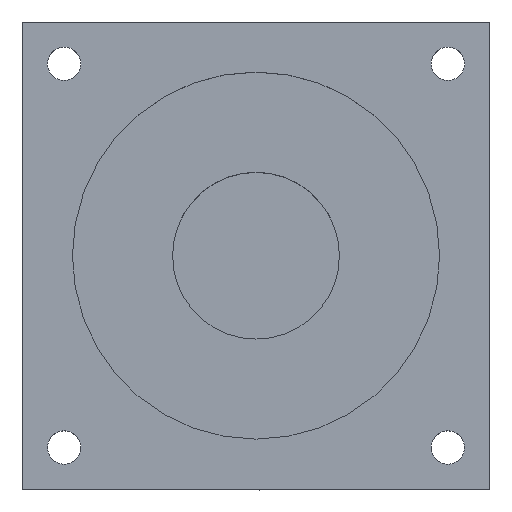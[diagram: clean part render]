
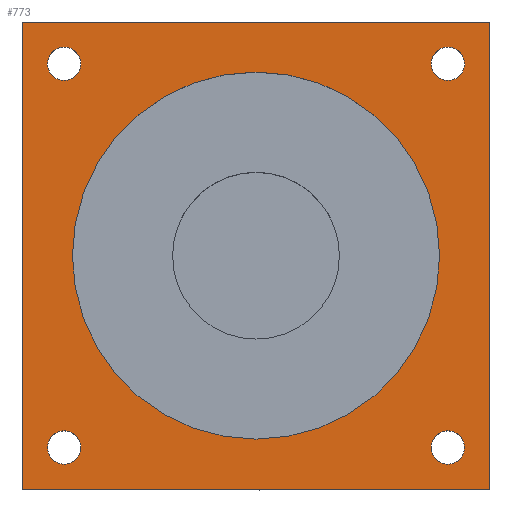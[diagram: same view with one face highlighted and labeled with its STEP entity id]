
A CAD part, top view. The second image highlights one B-rep face of the part: STEP entity #773.
In plain terms, the highlighted planar face has unit normal (0, 0, 1).
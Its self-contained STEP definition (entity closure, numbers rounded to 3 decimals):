
#30 = CIRCLE ( 'NONE', #5292, 1. ) ;
#34 = EDGE_CURVE ( 'NONE', #4764, #735, #11500, .T. ) ;
#150 = AXIS2_PLACEMENT_3D ( 'NONE', #247, #6566, #7403 ) ;
#206 = DIRECTION ( 'NONE',  ( 1., 0., 0. ) ) ;
#247 = CARTESIAN_POINT ( 'NONE',  ( -11.5, -11.5, 8. ) ) ;
#348 = DIRECTION ( 'NONE',  ( 1., 0., 0. ) ) ;
#548 = VERTEX_POINT ( 'NONE', #10711 ) ;
#567 = EDGE_CURVE ( 'NONE', #5172, #3685, #4511, .T. ) ;
#573 = EDGE_LOOP ( 'NONE', ( #12683, #11565 ) ) ;
#735 = VERTEX_POINT ( 'NONE', #758 ) ;
#758 = CARTESIAN_POINT ( 'NONE',  ( 10.5, -11.5, 8. ) ) ;
#773 = ADVANCED_FACE ( 'NONE', ( #2941, #11307, #13458, #2193, #3224, #7419 ), #10432, .T. ) ;
#950 = EDGE_LOOP ( 'NONE', ( #8927, #6505 ) ) ;
#953 = CARTESIAN_POINT ( 'NONE',  ( -11.5, 11.5, 8. ) ) ;
#1029 = CARTESIAN_POINT ( 'NONE',  ( -11., 0., 8. ) ) ;
#1093 = DIRECTION ( 'NONE',  ( 0., 0., 1. ) ) ;
#1341 = VERTEX_POINT ( 'NONE', #10982 ) ;
#1349 = ORIENTED_EDGE ( 'NONE', *, *, #5357, .T. ) ;
#1403 = EDGE_LOOP ( 'NONE', ( #2591, #7418 ) ) ;
#1456 = CARTESIAN_POINT ( 'NONE',  ( -12.5, -11.5, 8. ) ) ;
#1567 = EDGE_CURVE ( 'NONE', #548, #8467, #13243, .T. ) ;
#1569 = CARTESIAN_POINT ( 'NONE',  ( -11.5, 11.5, 8. ) ) ;
#1593 = CARTESIAN_POINT ( 'NONE',  ( -14., -14., 8. ) ) ;
#1700 = DIRECTION ( 'NONE',  ( 1., 0., 0. ) ) ;
#1744 = CARTESIAN_POINT ( 'NONE',  ( 11.5, 11.5, 8. ) ) ;
#1852 = CIRCLE ( 'NONE', #9538, 11. ) ;
#1970 = ORIENTED_EDGE ( 'NONE', *, *, #5125, .F. ) ;
#2001 = DIRECTION ( 'NONE',  ( 1., 0., 0. ) ) ;
#2094 = AXIS2_PLACEMENT_3D ( 'NONE', #5216, #12546, #7212 ) ;
#2157 = CARTESIAN_POINT ( 'NONE',  ( 11.5, -11.5, 8. ) ) ;
#2193 = FACE_BOUND ( 'NONE', #1403, .T. ) ;
#2591 = ORIENTED_EDGE ( 'NONE', *, *, #9242, .F. ) ;
#2603 = DIRECTION ( 'NONE',  ( 0., 0., 1. ) ) ;
#2613 = CARTESIAN_POINT ( 'NONE',  ( -11.5, -11.5, 8. ) ) ;
#2712 = DIRECTION ( 'NONE',  ( 0., 0., 1. ) ) ;
#2717 = CARTESIAN_POINT ( 'NONE',  ( -14., -14., 8. ) ) ;
#2941 = FACE_BOUND ( 'NONE', #950, .T. ) ;
#3117 = LINE ( 'NONE', #7184, #13526 ) ;
#3192 = DIRECTION ( 'NONE',  ( 0., 0., 1. ) ) ;
#3224 = FACE_BOUND ( 'NONE', #12005, .T. ) ;
#3347 = EDGE_CURVE ( 'NONE', #9661, #10428, #1852, .T. ) ;
#3685 = VERTEX_POINT ( 'NONE', #1456 ) ;
#3853 = DIRECTION ( 'NONE',  ( 0., 1., 0. ) ) ;
#4087 = EDGE_CURVE ( 'NONE', #6579, #5341, #7332, .T. ) ;
#4316 = CARTESIAN_POINT ( 'NONE',  ( -14., 14., 8. ) ) ;
#4511 = CIRCLE ( 'NONE', #5170, 1. ) ;
#4714 = CARTESIAN_POINT ( 'NONE',  ( 0., 0., 8. ) ) ;
#4762 = CARTESIAN_POINT ( 'NONE',  ( 12.5, -11.5, 8. ) ) ;
#4764 = VERTEX_POINT ( 'NONE', #4762 ) ;
#4798 = VERTEX_POINT ( 'NONE', #11129 ) ;
#4849 = VERTEX_POINT ( 'NONE', #1593 ) ;
#4979 = DIRECTION ( 'NONE',  ( 0., 0., 1. ) ) ;
#5015 = EDGE_CURVE ( 'NONE', #4849, #6579, #5880, .T. ) ;
#5024 = EDGE_CURVE ( 'NONE', #11503, #4798, #11755, .T. ) ;
#5125 = EDGE_CURVE ( 'NONE', #735, #4764, #6963, .T. ) ;
#5170 = AXIS2_PLACEMENT_3D ( 'NONE', #2613, #8868, #9689 ) ;
#5172 = VERTEX_POINT ( 'NONE', #6418 ) ;
#5216 = CARTESIAN_POINT ( 'NONE',  ( 0., 0., 8. ) ) ;
#5292 = AXIS2_PLACEMENT_3D ( 'NONE', #8328, #11399, #2001 ) ;
#5313 = VECTOR ( 'NONE', #3853, 1000. ) ;
#5341 = VERTEX_POINT ( 'NONE', #12586 ) ;
#5357 = EDGE_CURVE ( 'NONE', #5341, #1341, #3117, .T. ) ;
#5425 = CARTESIAN_POINT ( 'NONE',  ( 0., 0., 8. ) ) ;
#5491 = EDGE_LOOP ( 'NONE', ( #11573, #1970 ) ) ;
#5562 = DIRECTION ( 'NONE',  ( 0., 0., 1. ) ) ;
#5880 = LINE ( 'NONE', #2717, #6507 ) ;
#6282 = DIRECTION ( 'NONE',  ( -1., 0., 0. ) ) ;
#6418 = CARTESIAN_POINT ( 'NONE',  ( -10.5, -11.5, 8. ) ) ;
#6505 = ORIENTED_EDGE ( 'NONE', *, *, #6877, .F. ) ;
#6507 = VECTOR ( 'NONE', #6921, 1000. ) ;
#6566 = DIRECTION ( 'NONE',  ( 0., 0., 1. ) ) ;
#6579 = VERTEX_POINT ( 'NONE', #7069 ) ;
#6605 = AXIS2_PLACEMENT_3D ( 'NONE', #5425, #1093, #206 ) ;
#6877 = EDGE_CURVE ( 'NONE', #3685, #5172, #7840, .T. ) ;
#6921 = DIRECTION ( 'NONE',  ( 1., 0., 0. ) ) ;
#6963 = CIRCLE ( 'NONE', #13294, 1. ) ;
#7069 = CARTESIAN_POINT ( 'NONE',  ( 14., -14., 8. ) ) ;
#7184 = CARTESIAN_POINT ( 'NONE',  ( -14., 14., 8. ) ) ;
#7212 = DIRECTION ( 'NONE',  ( 1., 0., 0. ) ) ;
#7325 = AXIS2_PLACEMENT_3D ( 'NONE', #953, #9466, #13384 ) ;
#7332 = LINE ( 'NONE', #13316, #5313 ) ;
#7345 = EDGE_CURVE ( 'NONE', #1341, #4849, #10370, .T. ) ;
#7354 = AXIS2_PLACEMENT_3D ( 'NONE', #13041, #2603, #1700 ) ;
#7403 = DIRECTION ( 'NONE',  ( 1., 0., 0. ) ) ;
#7418 = ORIENTED_EDGE ( 'NONE', *, *, #1567, .F. ) ;
#7419 = FACE_OUTER_BOUND ( 'NONE', #9182, .T. ) ;
#7840 = CIRCLE ( 'NONE', #150, 1. ) ;
#8024 = CARTESIAN_POINT ( 'NONE',  ( -10.5, 11.5, 8. ) ) ;
#8235 = CARTESIAN_POINT ( 'NONE',  ( 10.5, 11.5, 8. ) ) ;
#8309 = DIRECTION ( 'NONE',  ( 0., -1., 0. ) ) ;
#8328 = CARTESIAN_POINT ( 'NONE',  ( 11.5, 11.5, 8. ) ) ;
#8467 = VERTEX_POINT ( 'NONE', #8024 ) ;
#8572 = CIRCLE ( 'NONE', #11619, 1. ) ;
#8705 = AXIS2_PLACEMENT_3D ( 'NONE', #1744, #4979, #9165 ) ;
#8868 = DIRECTION ( 'NONE',  ( 0., 0., 1. ) ) ;
#8927 = ORIENTED_EDGE ( 'NONE', *, *, #567, .F. ) ;
#8985 = EDGE_CURVE ( 'NONE', #10428, #9661, #11182, .T. ) ;
#9165 = DIRECTION ( 'NONE',  ( 1., 0., 0. ) ) ;
#9182 = EDGE_LOOP ( 'NONE', ( #12622, #1349, #13227, #9964 ) ) ;
#9235 = CARTESIAN_POINT ( 'NONE',  ( 11., 0., 8. ) ) ;
#9242 = EDGE_CURVE ( 'NONE', #8467, #548, #8572, .T. ) ;
#9368 = DIRECTION ( 'NONE',  ( 1., 0., 0. ) ) ;
#9466 = DIRECTION ( 'NONE',  ( 0., 0., 1. ) ) ;
#9538 = AXIS2_PLACEMENT_3D ( 'NONE', #4714, #2712, #9858 ) ;
#9661 = VERTEX_POINT ( 'NONE', #1029 ) ;
#9689 = DIRECTION ( 'NONE',  ( 1., 0., 0. ) ) ;
#9858 = DIRECTION ( 'NONE',  ( 1., 0., 0. ) ) ;
#9964 = ORIENTED_EDGE ( 'NONE', *, *, #5015, .T. ) ;
#10235 = VECTOR ( 'NONE', #8309, 1000. ) ;
#10370 = LINE ( 'NONE', #4316, #10235 ) ;
#10428 = VERTEX_POINT ( 'NONE', #9235 ) ;
#10432 = PLANE ( 'NONE',  #2094 ) ;
#10711 = CARTESIAN_POINT ( 'NONE',  ( -12.5, 11.5, 8. ) ) ;
#10982 = CARTESIAN_POINT ( 'NONE',  ( -14., 14., 8. ) ) ;
#11107 = ORIENTED_EDGE ( 'NONE', *, *, #3347, .F. ) ;
#11129 = CARTESIAN_POINT ( 'NONE',  ( 12.5, 11.5, 8. ) ) ;
#11182 = CIRCLE ( 'NONE', #6605, 11. ) ;
#11307 = FACE_BOUND ( 'NONE', #5491, .T. ) ;
#11399 = DIRECTION ( 'NONE',  ( 0., 0., 1. ) ) ;
#11500 = CIRCLE ( 'NONE', #7354, 1. ) ;
#11503 = VERTEX_POINT ( 'NONE', #8235 ) ;
#11565 = ORIENTED_EDGE ( 'NONE', *, *, #5024, .F. ) ;
#11573 = ORIENTED_EDGE ( 'NONE', *, *, #34, .F. ) ;
#11619 = AXIS2_PLACEMENT_3D ( 'NONE', #1569, #5562, #348 ) ;
#11755 = CIRCLE ( 'NONE', #8705, 1. ) ;
#12005 = EDGE_LOOP ( 'NONE', ( #13367, #11107 ) ) ;
#12546 = DIRECTION ( 'NONE',  ( 0., 0., 1. ) ) ;
#12586 = CARTESIAN_POINT ( 'NONE',  ( 14., 14., 8. ) ) ;
#12622 = ORIENTED_EDGE ( 'NONE', *, *, #4087, .T. ) ;
#12683 = ORIENTED_EDGE ( 'NONE', *, *, #12790, .F. ) ;
#12790 = EDGE_CURVE ( 'NONE', #4798, #11503, #30, .T. ) ;
#13041 = CARTESIAN_POINT ( 'NONE',  ( 11.5, -11.5, 8. ) ) ;
#13227 = ORIENTED_EDGE ( 'NONE', *, *, #7345, .T. ) ;
#13243 = CIRCLE ( 'NONE', #7325, 1. ) ;
#13294 = AXIS2_PLACEMENT_3D ( 'NONE', #2157, #3192, #9368 ) ;
#13316 = CARTESIAN_POINT ( 'NONE',  ( 14., 14., 8. ) ) ;
#13367 = ORIENTED_EDGE ( 'NONE', *, *, #8985, .F. ) ;
#13384 = DIRECTION ( 'NONE',  ( 1., 0., 0. ) ) ;
#13458 = FACE_BOUND ( 'NONE', #573, .T. ) ;
#13526 = VECTOR ( 'NONE', #6282, 1000. ) ;
